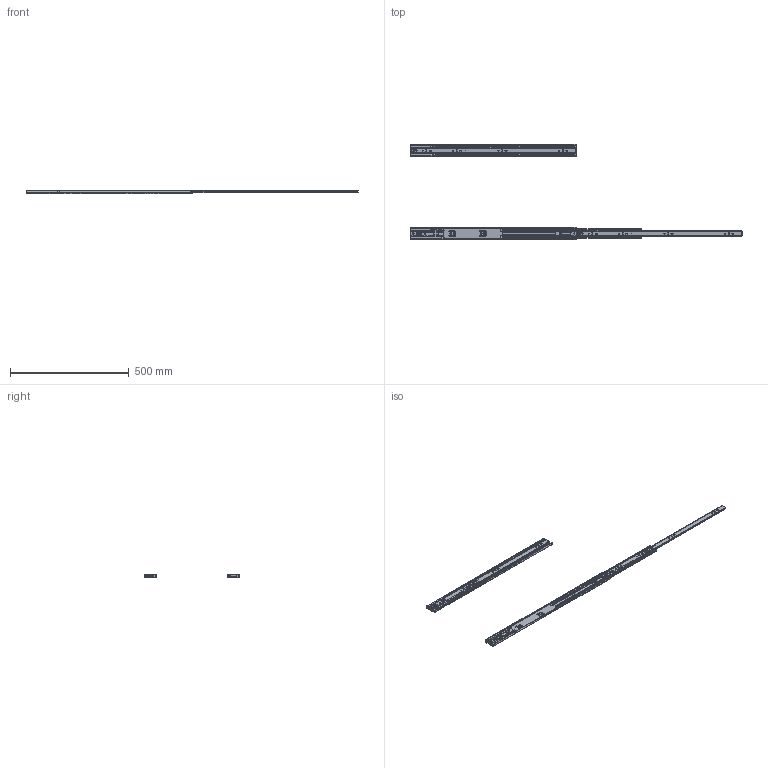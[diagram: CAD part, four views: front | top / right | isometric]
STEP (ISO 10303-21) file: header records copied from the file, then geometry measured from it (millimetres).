
FILE_DESCRIPTION(/* description */ (''),/* implementation_level */ '2;1');
FILE_NAME(/* name */ 'DZ3932-0070EC.stp',/* time_stamp */ '2022-02-11T09:16:55+00:00',/* author */ ('kchown'),/* organization */ (''),/* preprocessor_version */ 'ST-DEVELOPER v18',/* originating_system */ 'Autodesk Inventor 2020',/* authorisation */ '');
FILE_SCHEMA (('AUTOMOTIVE_DESIGN { 1 0 10303 214 3 1 1 }'));
Products named in the file (90): Accuride_C_3932-28EC; Accuride_C_3932-28EC_1; Accuride_C_3932-28EC_1_1; Accuride_C_3932-28EC_2; Accuride_C_3932-28EC_3; Accuride_C_3932-28EC_4; Accuride_C_3932-28EC_5; Accuride_C_3932-28EC_6; Accuride_C_3932-28EC_7; Accuride_C_3932-28EC_8; Accuride_C_3932-28EC_9; Accuride_C_3932-28EC_10; Accuride_C_3932-28EC_11; Accuride_C_3932-28EC_12; Accuride_C_3932-28EC_13; Accuride_C_3932-28EC_14; Accuride_C_3932-28EC_15; Accuride_C_3932-28EC_16; Accuride_C_3932-28EC_17; Accuride_C_3932-28EC_18; Accuride_C_3932-28EC_19; Accuride_C_3932-28EC_20; Accuride_C_3932-28EC_21; Accuride_C_3932-28EC_22; Accuride_C_3932-28EC_23; Accuride_C_3932-28EC_24; Accuride_C_3932-28EC_25; Accuride_C_3932-28EC_26; Accuride_C_3932-28EC_27; Accuride_C_3932-28EC_28; Accuride_C_3932-28EC_29; Accuride_C_3932-28EC_30; Accuride_C_3932-28EC_31; Accuride_C_3932-28EC_32; Accuride_C_3932-28EC_33; Accuride_C_3932-28EC_34; Accuride_C_3932-28EC_35; Accuride_C_3932-28EC_36; Accuride_C_3932-28EC_37; Accuride_C_3932-28EC_38 ...
Assembly tree (89 placements, depth 2):
  Accuride_C_3932-28EC
    Accuride_C_3932-28EC_1
    Accuride_C_3932-28EC_1_1
    Accuride_C_3932-28EC_2
    Accuride_C_3932-28EC_3
    Accuride_C_3932-28EC_4
    Accuride_C_3932-28EC_5
    Accuride_C_3932-28EC_6
    Accuride_C_3932-28EC_7
    Accuride_C_3932-28EC_8
    Accuride_C_3932-28EC_9
    Accuride_C_3932-28EC_10
    Accuride_C_3932-28EC_11
    Accuride_C_3932-28EC_12
    Accuride_C_3932-28EC_13
    Accuride_C_3932-28EC_14
    Accuride_C_3932-28EC_15
    Accuride_C_3932-28EC_16
    Accuride_C_3932-28EC_17
    Accuride_C_3932-28EC_18
    Accuride_C_3932-28EC_19
    Accuride_C_3932-28EC_20
    Accuride_C_3932-28EC_21
    Accuride_C_3932-28EC_22
    Accuride_C_3932-28EC_23
    Accuride_C_3932-28EC_24
    Accuride_C_3932-28EC_25
    Accuride_C_3932-28EC_26
    Accuride_C_3932-28EC_27
    Accuride_C_3932-28EC_28
    Accuride_C_3932-28EC_29
    Accuride_C_3932-28EC_30
    Accuride_C_3932-28EC_31
    Accuride_C_3932-28EC_32
    Accuride_C_3932-28EC_33
    Accuride_C_3932-28EC_34
    Accuride_C_3932-28EC_35
    Accuride_C_3932-28EC_36
    Accuride_C_3932-28EC_37
    Accuride_C_3932-28EC_38
    Accuride_C_3932-28EC_39
    Accuride_C_3932-28EC_40
    Accuride_C_3932-28EC_41
    Accuride_C_3932-28EC_42
    Accuride_C_3932-28EC_43
    Accuride_C_3932-28EC_44
    Accuride_C_3932-28EC_45
    Accuride_C_3932-28EC_46
    Accuride_C_3932-28EC_47
    Accuride_C_3932-28EC_48
    Accuride_C_3932-28EC_49
    Accuride_C_3932-28EC_50
    Accuride_C_3932-28EC_51
    Accuride_C_3932-28EC_52
    Accuride_C_3932-28EC_53
    Accuride_C_3932-28EC_54
    Accuride_C_3932-28EC_55
    Accuride_C_3932-28EC_56
    Accuride_C_3932-28EC_57
    Accuride_C_3932-28EC_58
Bounding box: 1399.97 x 401.26 x 12.67 mm (x, y, z)
Volume: 430372.6 mm3; surface area: 596374.8 mm2
Topology: 89 solids, 89 shells, 2451 faces, 7873 edges, 5256 vertices
Faces by surface type: plane 1256, cylinder 1077, bspline 118
Full cylindrical faces by diameter (mm): 0.8 x2, 2.5 x3, 2.7 x2, 2.8 x2, 3.1 x2, 3.2 x4, 3.7 x2, 4.2 x4, 4.4 x8, 4.5 x2, 5 x2, 5.3 x2, 5.6 x88, 5.7 x2, 6.2 x12, 7.5 x2, 8 x6, 8.5 x2
Entity records: 133699 total; most frequent: CARTESIAN_POINT 59123, ORIENTED_EDGE 15746, DIRECTION 14245, EDGE_CURVE 7873, VERTEX_POINT 5256, AXIS2_PLACEMENT_3D 4786, LINE 4673, VECTOR 4673
